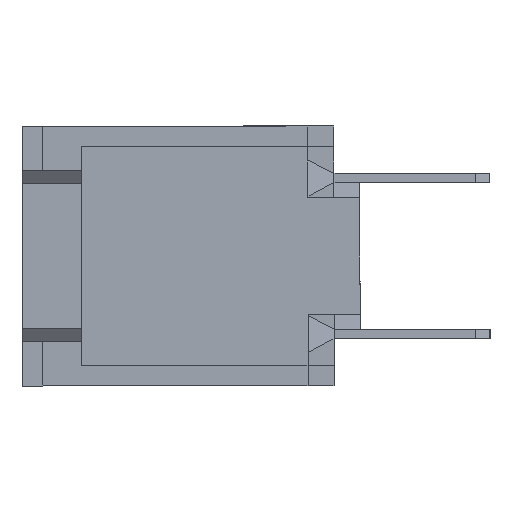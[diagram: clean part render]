
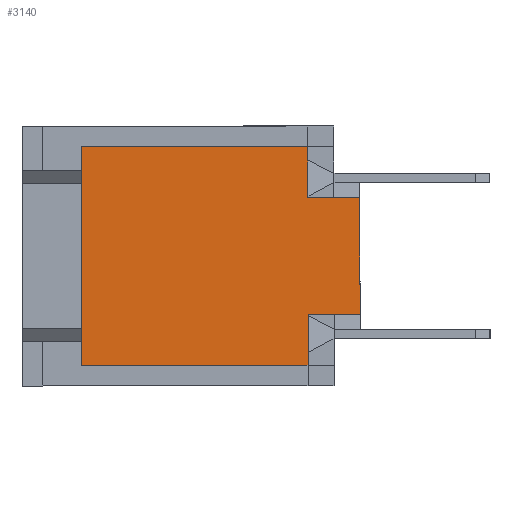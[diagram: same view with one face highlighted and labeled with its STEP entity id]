
A CAD part, left-side view. The second image highlights one B-rep face of the part: STEP entity #3140.
In plain terms, the highlighted planar face has unit normal (-1, 0, 0).
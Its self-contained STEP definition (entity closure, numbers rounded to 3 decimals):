
#126 = CARTESIAN_POINT ( 'NONE',  ( -10., 2., 2.25 ) ) ;
#238 = VECTOR ( 'NONE', #7017, 1000. ) ;
#612 = EDGE_CURVE ( 'NONE', #7679, #2810, #7512, .T. ) ;
#704 = CARTESIAN_POINT ( 'NONE',  ( -10., 10.7, 4.2 ) ) ;
#792 = PLANE ( 'NONE',  #3880 ) ;
#851 = CARTESIAN_POINT ( 'NONE',  ( -10., 2., -2.25 ) ) ;
#866 = CARTESIAN_POINT ( 'NONE',  ( -10., 2., -4.2 ) ) ;
#875 = VECTOR ( 'NONE', #2525, 1000. ) ;
#886 = DIRECTION ( 'NONE',  ( 0., 0., 1. ) ) ;
#968 = ORIENTED_EDGE ( 'NONE', *, *, #1039, .F. ) ;
#1039 = EDGE_CURVE ( 'NONE', #2377, #5699, #7610, .T. ) ;
#1090 = DIRECTION ( 'NONE',  ( 0., 0., 1. ) ) ;
#1096 = EDGE_CURVE ( 'NONE', #2377, #6827, #1727, .T. ) ;
#1199 = ORIENTED_EDGE ( 'NONE', *, *, #2563, .F. ) ;
#1211 = ORIENTED_EDGE ( 'NONE', *, *, #612, .T. ) ;
#1330 = CARTESIAN_POINT ( 'NONE',  ( -10., 2., 2.25 ) ) ;
#1727 = LINE ( 'NONE', #4123, #4025 ) ;
#1807 = DIRECTION ( 'NONE',  ( 0., 0., 1. ) ) ;
#1860 = CARTESIAN_POINT ( 'NONE',  ( -10., 2., -2.25 ) ) ;
#1959 = DIRECTION ( 'NONE',  ( -1., 0., 0. ) ) ;
#2235 = ORIENTED_EDGE ( 'NONE', *, *, #6853, .T. ) ;
#2262 = CARTESIAN_POINT ( 'NONE',  ( -10., 2., -4.2 ) ) ;
#2371 = CARTESIAN_POINT ( 'NONE',  ( -10., 0., 2.25 ) ) ;
#2377 = VERTEX_POINT ( 'NONE', #2407 ) ;
#2407 = CARTESIAN_POINT ( 'NONE',  ( -10., 2., -4.2 ) ) ;
#2525 = DIRECTION ( 'NONE',  ( 0., 1., 0. ) ) ;
#2563 = EDGE_CURVE ( 'NONE', #5699, #4546, #4014, .T. ) ;
#2639 = DIRECTION ( 'NONE',  ( 0., 0., 1. ) ) ;
#2810 = VERTEX_POINT ( 'NONE', #3259 ) ;
#3009 = CARTESIAN_POINT ( 'NONE',  ( -10., 0., -2.25 ) ) ;
#3026 = VECTOR ( 'NONE', #886, 1000. ) ;
#3140 = ADVANCED_FACE ( 'NONE', ( #4936 ), #792, .T. ) ;
#3259 = CARTESIAN_POINT ( 'NONE',  ( -10., 2., 4.2 ) ) ;
#3317 = VECTOR ( 'NONE', #1090, 1000. ) ;
#3670 = EDGE_CURVE ( 'NONE', #2810, #4546, #5362, .T. ) ;
#3683 = EDGE_CURVE ( 'NONE', #6496, #7679, #6047, .T. ) ;
#3758 = CARTESIAN_POINT ( 'NONE',  ( -10., 10.7, -4.2 ) ) ;
#3880 = AXIS2_PLACEMENT_3D ( 'NONE', #866, #1959, #2639 ) ;
#3935 = LINE ( 'NONE', #851, #7599 ) ;
#4014 = LINE ( 'NONE', #5717, #3317 ) ;
#4025 = VECTOR ( 'NONE', #1807, 1000. ) ;
#4123 = CARTESIAN_POINT ( 'NONE',  ( -10., 2., -4.2 ) ) ;
#4546 = VERTEX_POINT ( 'NONE', #704 ) ;
#4700 = ORIENTED_EDGE ( 'NONE', *, *, #3670, .T. ) ;
#4819 = EDGE_LOOP ( 'NONE', ( #5113, #2235, #7145, #5920, #1211, #4700, #1199, #968 ) ) ;
#4936 = FACE_OUTER_BOUND ( 'NONE', #4819, .T. ) ;
#5113 = ORIENTED_EDGE ( 'NONE', *, *, #1096, .T. ) ;
#5362 = LINE ( 'NONE', #7716, #238 ) ;
#5699 = VERTEX_POINT ( 'NONE', #3758 ) ;
#5717 = CARTESIAN_POINT ( 'NONE',  ( -10., 10.7, 4.2 ) ) ;
#5920 = ORIENTED_EDGE ( 'NONE', *, *, #3683, .T. ) ;
#6047 = LINE ( 'NONE', #1330, #875 ) ;
#6141 = EDGE_CURVE ( 'NONE', #7323, #6496, #6148, .T. ) ;
#6148 = LINE ( 'NONE', #6699, #3026 ) ;
#6262 = VECTOR ( 'NONE', #6947, 1000. ) ;
#6496 = VERTEX_POINT ( 'NONE', #2371 ) ;
#6699 = CARTESIAN_POINT ( 'NONE',  ( -10., 0., -4.2 ) ) ;
#6819 = DIRECTION ( 'NONE',  ( 0., -1., 0. ) ) ;
#6827 = VERTEX_POINT ( 'NONE', #1860 ) ;
#6853 = EDGE_CURVE ( 'NONE', #6827, #7323, #3935, .T. ) ;
#6947 = DIRECTION ( 'NONE',  ( 0., 1., 0. ) ) ;
#7017 = DIRECTION ( 'NONE',  ( 0., 1., 0. ) ) ;
#7083 = DIRECTION ( 'NONE',  ( 0., 0., 1. ) ) ;
#7145 = ORIENTED_EDGE ( 'NONE', *, *, #6141, .T. ) ;
#7323 = VERTEX_POINT ( 'NONE', #3009 ) ;
#7512 = LINE ( 'NONE', #7550, #7539 ) ;
#7539 = VECTOR ( 'NONE', #7083, 1000. ) ;
#7550 = CARTESIAN_POINT ( 'NONE',  ( -10., 2., -4.2 ) ) ;
#7599 = VECTOR ( 'NONE', #6819, 1000. ) ;
#7610 = LINE ( 'NONE', #2262, #6262 ) ;
#7679 = VERTEX_POINT ( 'NONE', #126 ) ;
#7716 = CARTESIAN_POINT ( 'NONE',  ( -10., 2., 4.2 ) ) ;
